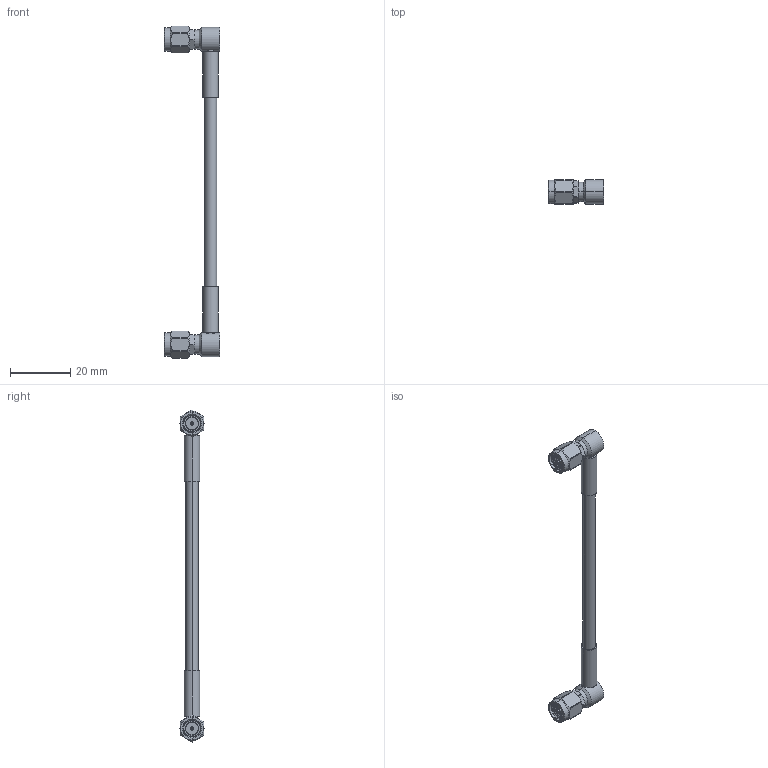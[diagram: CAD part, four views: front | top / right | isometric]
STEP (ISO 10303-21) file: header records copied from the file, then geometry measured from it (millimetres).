
FILE_DESCRIPTION (( 'STEP AP203' ), '1' );
FILE_NAME ('FMCA1037 ¦ PE3CA1037.step', '2019-03-08T01:05:15', ( '' ), ( '' ), 'SwSTEP 2.0', 'SolidWorks 2017', '' );
FILE_SCHEMA (( 'CONFIG_CONTROL_DESIGN' ));
Length unit declared in the file: inch
Products named in the file (1): FMCA1037 ｦ PE3CA1037
Bounding box: 18.41 x 8.03 x 110.59 mm (x, y, z)
Volume: 3043.6 mm3; surface area: 2842.5 mm2
Topology: 1 solids, 1 shells, 182 faces, 442 edges, 276 vertices
Faces by surface type: cylinder 88, cone 42, plane 42, bspline 10
Entity records: 9929 total; most frequent: CARTESIAN_POINT 5781, ORIENTED_EDGE 884, DIRECTION 820, EDGE_CURVE 442, AXIS2_PLACEMENT_3D 333, VERTEX_POINT 276, EDGE_LOOP 196, FACE_OUTER_BOUND 182
